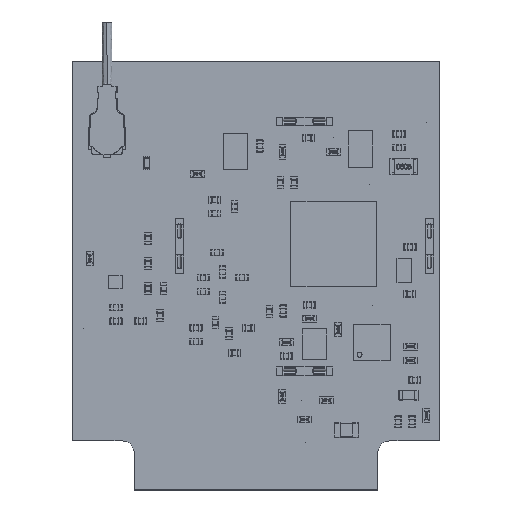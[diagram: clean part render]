
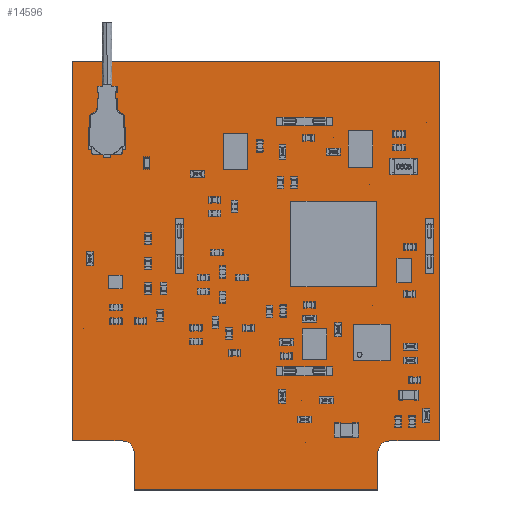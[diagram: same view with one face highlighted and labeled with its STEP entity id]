
A CAD part, top view. The second image highlights one B-rep face of the part: STEP entity #14596.
In plain terms, the highlighted planar face has unit normal (0, 0, 1).
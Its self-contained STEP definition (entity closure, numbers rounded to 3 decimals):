
#11424=FACE_OUTER_BOUND($,#12640,.F.);
#12640=EDGE_LOOP($,(#17889,#17890,#17891,#17892,#17893,#17894,#17895,#17896,
#17897,#17898));
#13893=PLANE($,#16244);
#14596=ADVANCED_FACE($,(#11424),#13893,.T.);
#15812=CIRCLE($,#16242,1.001);
#15813=CIRCLE($,#16243,1.);
#16242=AXIS2_PLACEMENT_3D($,#37680,#33500,$);
#16243=AXIS2_PLACEMENT_3D($,#37681,#33500,$);
#16244=AXIS2_PLACEMENT_3D($,#37670,#33500,$);
#17889=ORIENTED_EDGE($,*,*,#23833,.T.);
#17890=ORIENTED_EDGE($,*,*,#23834,.T.);
#17891=ORIENTED_EDGE($,*,*,#23835,.T.);
#17892=ORIENTED_EDGE($,*,*,#23836,.T.);
#17893=ORIENTED_EDGE($,*,*,#23837,.T.);
#17894=ORIENTED_EDGE($,*,*,#23838,.T.);
#17895=ORIENTED_EDGE($,*,*,#23839,.T.);
#17896=ORIENTED_EDGE($,*,*,#23840,.T.);
#17897=ORIENTED_EDGE($,*,*,#23841,.T.);
#17898=ORIENTED_EDGE($,*,*,#23842,.T.);
#23833=EDGE_CURVE($,#30195,#30196,#28821,.T.);
#23834=EDGE_CURVE($,#30196,#30197,#28822,.T.);
#23835=EDGE_CURVE($,#30197,#30198,#15812,.T.);
#23836=EDGE_CURVE($,#30198,#30199,#28823,.T.);
#23837=EDGE_CURVE($,#30199,#30200,#28824,.T.);
#23838=EDGE_CURVE($,#30200,#30201,#28825,.T.);
#23839=EDGE_CURVE($,#30201,#30202,#28826,.T.);
#23840=EDGE_CURVE($,#30202,#30203,#28827,.T.);
#23841=EDGE_CURVE($,#30203,#30204,#15813,.T.);
#23842=EDGE_CURVE($,#30204,#30195,#28828,.T.);
#27447=VECTOR($,#33503,19.85);
#27448=VECTOR($,#33504,3.);
#27449=VECTOR($,#33505,4.075);
#27450=VECTOR($,#33506,31.);
#27451=VECTOR($,#33507,30.);
#27452=VECTOR($,#33508,31.);
#27453=VECTOR($,#33509,4.075);
#27454=VECTOR($,#33510,3.);
#28821=LINE($,#37669,#27447);
#28822=LINE($,#37670,#27448);
#28823=LINE($,#37672,#27449);
#28824=LINE($,#37673,#27450);
#28825=LINE($,#37674,#27451);
#28826=LINE($,#37675,#27452);
#28827=LINE($,#37676,#27453);
#28828=LINE($,#37678,#27454);
#30195=VERTEX_POINT($,#37669);
#30196=VERTEX_POINT($,#37670);
#30197=VERTEX_POINT($,#37671);
#30198=VERTEX_POINT($,#37672);
#30199=VERTEX_POINT($,#37673);
#30200=VERTEX_POINT($,#37674);
#30201=VERTEX_POINT($,#37675);
#30202=VERTEX_POINT($,#37676);
#30203=VERTEX_POINT($,#37677);
#30204=VERTEX_POINT($,#37678);
#33500=DIRECTION($,(0.,0.,1.));
#33503=DIRECTION($,(-1.,0.,0.));
#33504=DIRECTION($,(0.,1.,0.));
#33505=DIRECTION($,(-1.,0.,0.));
#33506=DIRECTION($,(0.,1.,0.));
#33507=DIRECTION($,(1.,0.,0.));
#33508=DIRECTION($,(0.,-1.,0.));
#33509=DIRECTION($,(-1.,0.,0.));
#33510=DIRECTION($,(0.,-1.,0.));
#37669=CARTESIAN_POINT('',(-5.075,0.,0.));
#37670=CARTESIAN_POINT('',(-24.925,0.,0.));
#37671=CARTESIAN_POINT('',(-24.925,3.,0.));
#37672=CARTESIAN_POINT('',(-25.926,4.,0.));
#37673=CARTESIAN_POINT('',(-30.,4.,0.));
#37674=CARTESIAN_POINT('',(-30.,35.,0.));
#37675=CARTESIAN_POINT('',(0.,35.,0.));
#37676=CARTESIAN_POINT('',(0.,4.,0.));
#37677=CARTESIAN_POINT('',(-4.075,4.,0.));
#37678=CARTESIAN_POINT('',(-5.075,3.,0.));
#37680=CARTESIAN_POINT('',(-25.926,2.999,0.));
#37681=CARTESIAN_POINT('',(-4.075,3.,0.));
